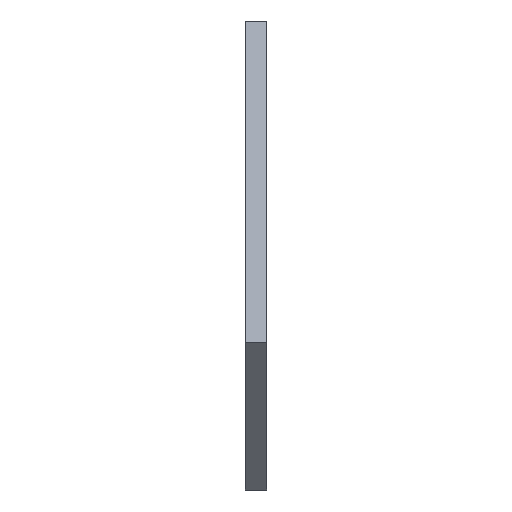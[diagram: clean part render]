
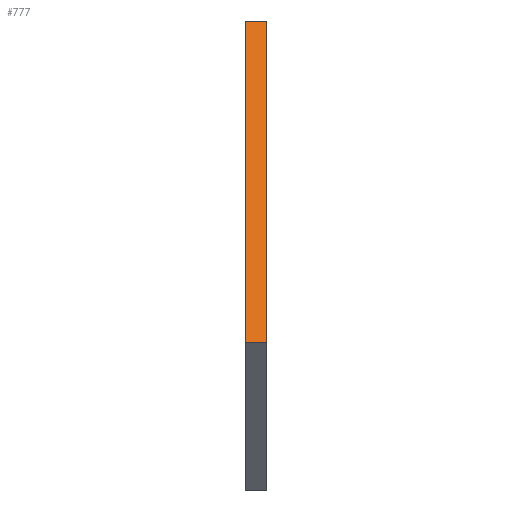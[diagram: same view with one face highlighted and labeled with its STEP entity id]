
A CAD part, top view. The second image highlights one B-rep face of the part: STEP entity #777.
In plain terms, the highlighted planar face has unit normal (0, 0.383, 0.924).
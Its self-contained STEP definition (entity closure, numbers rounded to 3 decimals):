
#22 = VERTEX_POINT ( 'NONE', #2732 ) ;
#162 = VERTEX_POINT ( 'NONE', #2309 ) ;
#256 = CARTESIAN_POINT ( 'NONE',  ( 2.5, 16.947, 40.913 ) ) ;
#348 = EDGE_CURVE ( 'NONE', #529, #2291, #2080, .T. ) ;
#529 = VERTEX_POINT ( 'NONE', #2285 ) ;
#555 = EDGE_CURVE ( 'NONE', #22, #529, #2545, .T. ) ;
#688 = DIRECTION ( 'NONE',  ( -1., 0., 0. ) ) ;
#729 = ORIENTED_EDGE ( 'NONE', *, *, #555, .F. ) ;
#777 = ADVANCED_FACE ( 'NONE', ( #2227 ), #1879, .F. ) ;
#810 = EDGE_CURVE ( 'NONE', #162, #2291, #1522, .T. ) ;
#871 = DIRECTION ( 'NONE',  ( 0., 0.924, -0.383 ) ) ;
#1020 = VECTOR ( 'NONE', #688, 1000. ) ;
#1350 = EDGE_LOOP ( 'NONE', ( #2655, #3054, #729, #2610 ) ) ;
#1375 = DIRECTION ( 'NONE',  ( 0., -0.924, 0.383 ) ) ;
#1522 = LINE ( 'NONE', #2124, #2974 ) ;
#1525 = DIRECTION ( 'NONE',  ( 0., -0.924, 0.383 ) ) ;
#1606 = DIRECTION ( 'NONE',  ( 0., -0.383, -0.924 ) ) ;
#1691 = CARTESIAN_POINT ( 'NONE',  ( 2.5, 16.947, 40.913 ) ) ;
#1825 = AXIS2_PLACEMENT_3D ( 'NONE', #3099, #1606, #871 ) ;
#1828 = LINE ( 'NONE', #2521, #2923 ) ;
#1879 = PLANE ( 'NONE',  #1825 ) ;
#2036 = CARTESIAN_POINT ( 'NONE',  ( 0., 16.947, 40.913 ) ) ;
#2045 = DIRECTION ( 'NONE',  ( -1., 0., 0. ) ) ;
#2080 = LINE ( 'NONE', #1691, #1020 ) ;
#2124 = CARTESIAN_POINT ( 'NONE',  ( 0., 16.947, 40.913 ) ) ;
#2227 = FACE_OUTER_BOUND ( 'NONE', #1350, .T. ) ;
#2285 = CARTESIAN_POINT ( 'NONE',  ( 2.5, 16.947, 40.913 ) ) ;
#2291 = VERTEX_POINT ( 'NONE', #2036 ) ;
#2309 = CARTESIAN_POINT ( 'NONE',  ( 0., 53.902, 25.606 ) ) ;
#2521 = CARTESIAN_POINT ( 'NONE',  ( 2.5, 53.902, 25.606 ) ) ;
#2545 = LINE ( 'NONE', #256, #3182 ) ;
#2610 = ORIENTED_EDGE ( 'NONE', *, *, #3219, .T. ) ;
#2655 = ORIENTED_EDGE ( 'NONE', *, *, #810, .T. ) ;
#2732 = CARTESIAN_POINT ( 'NONE',  ( 2.5, 53.902, 25.606 ) ) ;
#2923 = VECTOR ( 'NONE', #2045, 1000. ) ;
#2974 = VECTOR ( 'NONE', #1375, 1000. ) ;
#3054 = ORIENTED_EDGE ( 'NONE', *, *, #348, .F. ) ;
#3099 = CARTESIAN_POINT ( 'NONE',  ( 2.5, 16.947, 40.913 ) ) ;
#3182 = VECTOR ( 'NONE', #1525, 1000. ) ;
#3219 = EDGE_CURVE ( 'NONE', #22, #162, #1828, .T. ) ;
